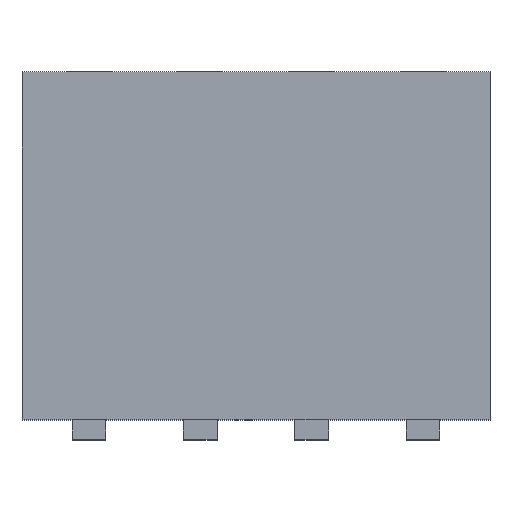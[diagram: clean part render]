
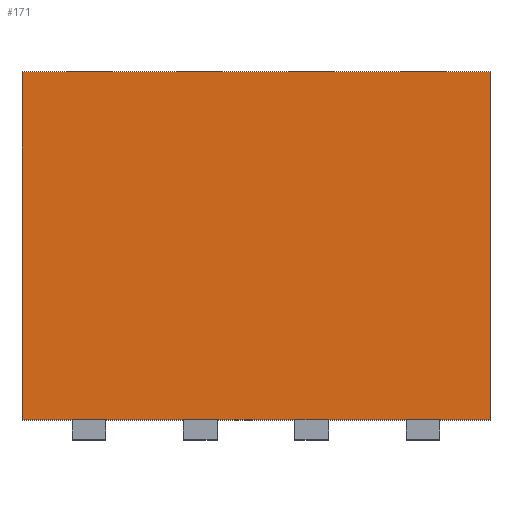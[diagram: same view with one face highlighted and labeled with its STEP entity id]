
A CAD part, top view. The second image highlights one B-rep face of the part: STEP entity #171.
In plain terms, the highlighted planar face has unit normal (0, 0, 1).
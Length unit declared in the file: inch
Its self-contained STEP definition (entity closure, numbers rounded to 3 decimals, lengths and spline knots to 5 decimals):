
#171 = ADVANCED_FACE( '', ( #411 ), #412, .F. );
#411 = FACE_OUTER_BOUND( '', #890, .T. );
#412 = PLANE( '', #891 );
#890 = EDGE_LOOP( '', ( #1426, #1427, #1428, #1429 ) );
#891 = AXIS2_PLACEMENT_3D( '', #1430, #1431, #1432 );
#1426 = ORIENTED_EDGE( '', *, *, #3278, .T. );
#1427 = ORIENTED_EDGE( '', *, *, #3279, .F. );
#1428 = ORIENTED_EDGE( '', *, *, #3237, .F. );
#1429 = ORIENTED_EDGE( '', *, *, #3280, .T. );
#1430 = CARTESIAN_POINT( '', ( -0.08274, 0.123, 0.0605 ) );
#1431 = DIRECTION( '', ( 0., 0., -1. ) );
#1432 = DIRECTION( '', ( -1., 0., 0. ) );
#3237 = EDGE_CURVE( '', #3881, #3883, #3884, .T. );
#3278 = EDGE_CURVE( '', #3964, #3965, #3966, .T. );
#3279 = EDGE_CURVE( '', #3883, #3965, #3967, .T. );
#3280 = EDGE_CURVE( '', #3881, #3964, #3968, .T. );
#3881 = VERTEX_POINT( '', #4926 );
#3883 = VERTEX_POINT( '', #4929 );
#3884 = LINE( '', #4930, #4931 );
#3964 = VERTEX_POINT( '', #5048 );
#3965 = VERTEX_POINT( '', #5049 );
#3966 = LINE( '', #5050, #5051 );
#3967 = LINE( '', #5052, #5053 );
#3968 = LINE( '', #5054, #5055 );
#4926 = CARTESIAN_POINT( '', ( -0.08274, 0.123, 0.0605 ) );
#4929 = CARTESIAN_POINT( '', ( 0.08274, 0.123, 0.0605 ) );
#4930 = CARTESIAN_POINT( '', ( -0.08274, 0.123, 0.0605 ) );
#4931 = VECTOR( '', #6439, 39.37008 );
#5048 = CARTESIAN_POINT( '', ( -0.08274, 0., 0.0605 ) );
#5049 = CARTESIAN_POINT( '', ( 0.08274, 0., 0.0605 ) );
#5050 = CARTESIAN_POINT( '', ( -0.08274, 0., 0.0605 ) );
#5051 = VECTOR( '', #6486, 39.37008 );
#5052 = CARTESIAN_POINT( '', ( 0.08274, 0.123, 0.0605 ) );
#5053 = VECTOR( '', #6487, 39.37008 );
#5054 = CARTESIAN_POINT( '', ( -0.08274, 0.123, 0.0605 ) );
#5055 = VECTOR( '', #6488, 39.37008 );
#6439 = DIRECTION( '', ( 1., 0., 0. ) );
#6486 = DIRECTION( '', ( 1., 0., 0. ) );
#6487 = DIRECTION( '', ( 0., -1., 0. ) );
#6488 = DIRECTION( '', ( 0., -1., 0. ) );
